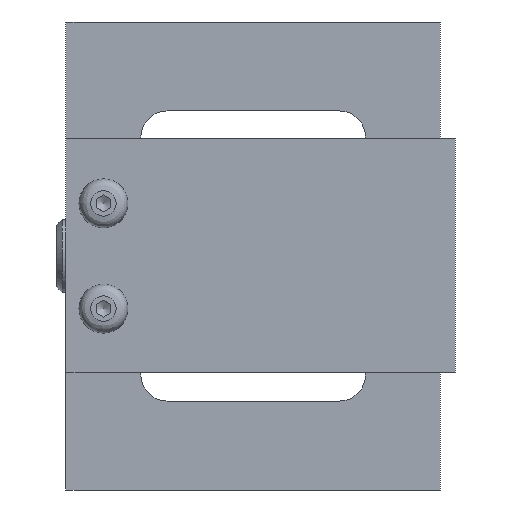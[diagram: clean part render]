
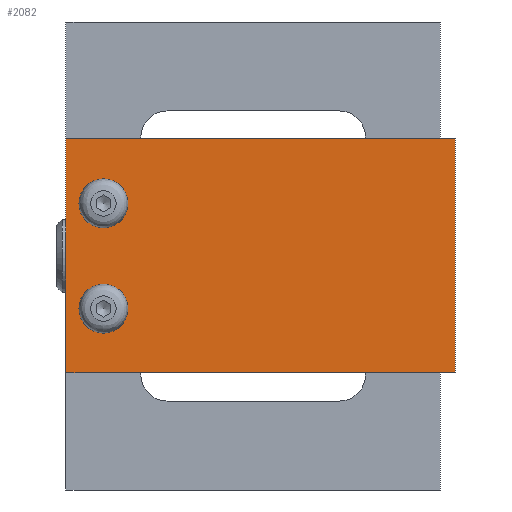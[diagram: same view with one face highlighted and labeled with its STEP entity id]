
A CAD part, front view. The second image highlights one B-rep face of the part: STEP entity #2082.
In plain terms, the highlighted planar face has unit normal (0, -1, 0).
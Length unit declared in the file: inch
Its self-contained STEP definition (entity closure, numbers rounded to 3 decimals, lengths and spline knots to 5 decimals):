
#1220=CARTESIAN_POINT('',(-0.669,-0.312,0.281));
#1221=VERTEX_POINT('',#1220);
#1222=CARTESIAN_POINT('',(-0.8,-0.312,0.281));
#1223=DIRECTION('',(0.,1.0,0.0));
#1224=DIRECTION('',(-1.0,0.,0.0));
#1225=AXIS2_PLACEMENT_3D('',#1222,#1223,#1224);
#1226=CIRCLE('',#1225,0.131);
#1227=EDGE_CURVE('',#1221,#1221,#1226,.T.);
#2012=CARTESIAN_POINT('',(-1.,-0.312,-0.625));
#2013=VERTEX_POINT('',#2012);
#2020=CARTESIAN_POINT('',(-1.,-0.312,0.625));
#2021=VERTEX_POINT('',#2020);
#2022=CARTESIAN_POINT('',(-1.,-0.312,0.625));
#2023=DIRECTION('',(0.0,0.0,-1.0));
#2024=VECTOR('',#2023,1.25);
#2025=LINE('',#2022,#2024);
#2026=EDGE_CURVE('',#2021,#2013,#2025,.T.);
#2038=CARTESIAN_POINT('',(-0.9992,-0.312,0.625));
#2039=DIRECTION('',(0.0,-1.0,0.0));
#2040=DIRECTION('',(0.0,0.0,-1.0));
#2041=AXIS2_PLACEMENT_3D('',#2038,#2039,#2040);
#2042=PLANE('',#2041);
#2043=CARTESIAN_POINT('',(1.08,-0.312,-0.625));
#2044=VERTEX_POINT('',#2043);
#2045=CARTESIAN_POINT('',(-1.,-0.312,-0.625));
#2046=DIRECTION('',(1.0,0.0,0.0));
#2047=VECTOR('',#2046,2.08);
#2048=LINE('',#2045,#2047);
#2049=EDGE_CURVE('',#2013,#2044,#2048,.T.);
#2050=ORIENTED_EDGE('',*,*,#2049,.T.);
#2051=CARTESIAN_POINT('',(1.08,-0.312,0.625));
#2052=VERTEX_POINT('',#2051);
#2053=CARTESIAN_POINT('',(1.08,-0.312,0.625));
#2054=DIRECTION('',(0.0,0.0,-1.0));
#2055=VECTOR('',#2054,1.25);
#2056=LINE('',#2053,#2055);
#2057=EDGE_CURVE('',#2052,#2044,#2056,.T.);
#2058=ORIENTED_EDGE('',*,*,#2057,.F.);
#2059=CARTESIAN_POINT('',(-1.,-0.312,0.625));
#2060=DIRECTION('',(1.0,0.0,0.0));
#2061=VECTOR('',#2060,2.08);
#2062=LINE('',#2059,#2061);
#2063=EDGE_CURVE('',#2021,#2052,#2062,.T.);
#2064=ORIENTED_EDGE('',*,*,#2063,.F.);
#2065=ORIENTED_EDGE('',*,*,#2026,.T.);
#2066=EDGE_LOOP('',(#2050,#2058,#2064,#2065));
#2067=FACE_OUTER_BOUND('',#2066,.T.);
#2068=CARTESIAN_POINT('',(-0.669,-0.312,-0.281));
#2069=VERTEX_POINT('',#2068);
#2070=CARTESIAN_POINT('',(-0.8,-0.312,-0.281));
#2071=DIRECTION('',(0.,1.0,0.0));
#2072=DIRECTION('',(-1.0,0.,0.0));
#2073=AXIS2_PLACEMENT_3D('',#2070,#2071,#2072);
#2074=CIRCLE('',#2073,0.131);
#2075=EDGE_CURVE('',#2069,#2069,#2074,.T.);
#2076=ORIENTED_EDGE('',*,*,#2075,.T.);
#2077=EDGE_LOOP('',(#2076));
#2078=FACE_BOUND('',#2077,.T.);
#2079=ORIENTED_EDGE('',*,*,#1227,.T.);
#2080=EDGE_LOOP('',(#2079));
#2081=FACE_BOUND('',#2080,.T.);
#2082=ADVANCED_FACE('',(#2067,#2078,#2081),#2042,.T.);
